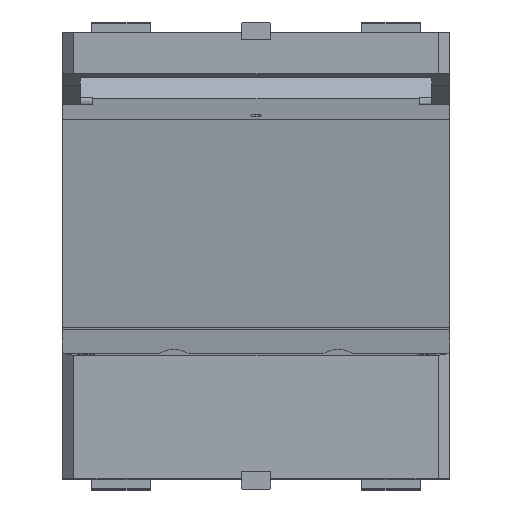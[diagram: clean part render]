
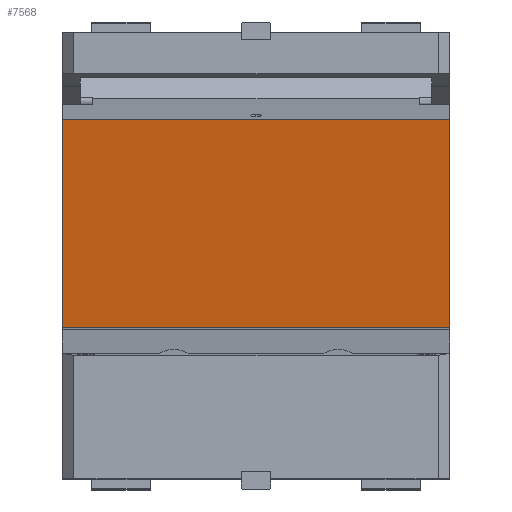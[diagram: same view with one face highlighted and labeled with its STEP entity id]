
A CAD part, top view. The second image highlights one B-rep face of the part: STEP entity #7568.
In plain terms, the highlighted planar face has unit normal (0, -0.174, 0.985).
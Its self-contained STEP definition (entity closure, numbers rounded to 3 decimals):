
#5439=CARTESIAN_POINT('Vertex',(-165.,-88.633,-15.628)) ;
#5442=CARTESIAN_POINT('Line Origine',(-165.,0.,0.)) ;
#5446=CARTESIAN_POINT('Vertex',(-165.,88.633,15.628)) ;
#6069=CARTESIAN_POINT('Vertex',(165.,88.633,15.628)) ;
#6072=CARTESIAN_POINT('Line Origine',(165.,0.,0.)) ;
#6076=CARTESIAN_POINT('Vertex',(165.,-88.633,-15.628)) ;
#6439=CARTESIAN_POINT('Line Origine',(0.,88.633,15.628)) ;
#7552=CARTESIAN_POINT('Axis2P3D Location',(165.,88.633,15.628)) ;
#7557=CARTESIAN_POINT('Line Origine',(0.,-88.633,-15.628)) ;
#5443=DIRECTION('Vector Direction',(0.,-0.985,-0.174)) ;
#6073=DIRECTION('Vector Direction',(0.,-0.985,-0.174)) ;
#6440=DIRECTION('Vector Direction',(-1.,0.,0.)) ;
#7553=DIRECTION('Axis2P3D Direction',(0.,0.174,-0.985)) ;
#7554=DIRECTION('Axis2P3D XDirection',(0.,0.985,0.174)) ;
#7558=DIRECTION('Vector Direction',(-1.,0.,0.)) ;
#7555=AXIS2_PLACEMENT_3D('Plane Axis2P3D',#7552,#7553,#7554) ;
#7563=ORIENTED_EDGE('',*,*,#7561,.F.) ;
#7564=ORIENTED_EDGE('',*,*,#6078,.F.) ;
#7565=ORIENTED_EDGE('',*,*,#6443,.T.) ;
#7566=ORIENTED_EDGE('',*,*,#5448,.T.) ;
#5444=VECTOR('Line Direction',#5443,1.) ;
#6074=VECTOR('Line Direction',#6073,1.) ;
#6441=VECTOR('Line Direction',#6440,1.) ;
#7559=VECTOR('Line Direction',#7558,1.) ;
#7568=ADVANCED_FACE('CAM SLIDER',(#7567),#7556,.F.) ;
#5448=EDGE_CURVE('',#5447,#5440,#5445,.T.) ;
#6078=EDGE_CURVE('',#6070,#6077,#6075,.T.) ;
#6443=EDGE_CURVE('',#6070,#5447,#6442,.T.) ;
#7561=EDGE_CURVE('',#6077,#5440,#7560,.T.) ;
#7562=EDGE_LOOP('',(#7563,#7564,#7565,#7566)) ;
#7567=FACE_OUTER_BOUND('',#7562,.T.) ;
#5445=LINE('Line',#5442,#5444) ;
#6075=LINE('Line',#6072,#6074) ;
#6442=LINE('Line',#6439,#6441) ;
#7560=LINE('Line',#7557,#7559) ;
#7556=PLANE('Plane',#7555) ;
#5440=VERTEX_POINT('',#5439) ;
#5447=VERTEX_POINT('',#5446) ;
#6070=VERTEX_POINT('',#6069) ;
#6077=VERTEX_POINT('',#6076) ;
